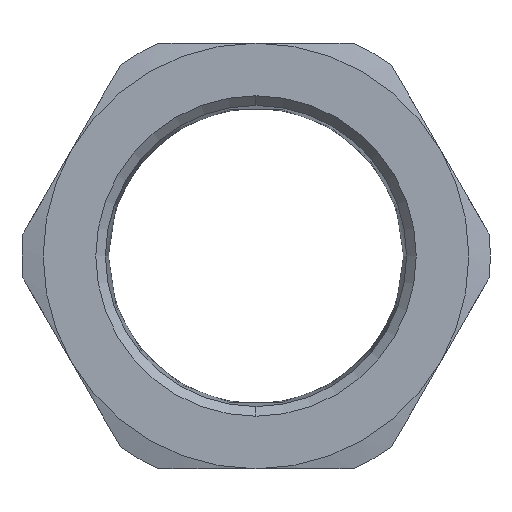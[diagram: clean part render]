
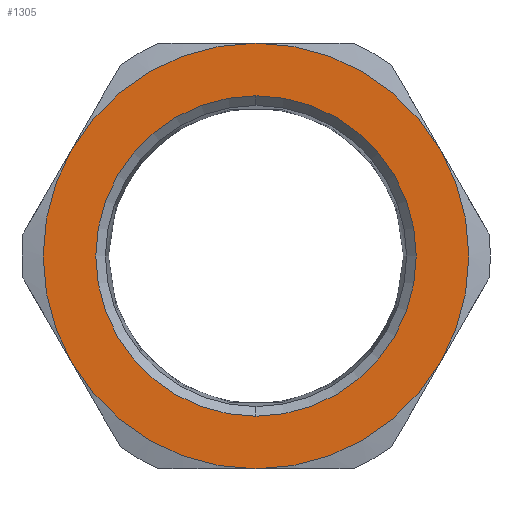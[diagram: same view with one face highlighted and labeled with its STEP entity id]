
A CAD part, left-side view. The second image highlights one B-rep face of the part: STEP entity #1305.
In plain terms, the highlighted planar face has unit normal (-1, 0, 0).
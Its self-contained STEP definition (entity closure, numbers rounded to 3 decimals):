
#20 = EDGE_LOOP ( 'NONE', ( #208, #26, #1270, #1194, #448, #1132 ) ) ;
#26 = ORIENTED_EDGE ( 'NONE', *, *, #500, .F. ) ;
#28 = DIRECTION ( 'NONE',  ( 1., 0., 0. ) ) ;
#42 = DIRECTION ( 'NONE',  ( -1., 0., 0. ) ) ;
#48 = VERTEX_POINT ( 'NONE', #1286 ) ;
#118 = AXIS2_PLACEMENT_3D ( 'NONE', #1178, #583, #1275 ) ;
#126 = VERTEX_POINT ( 'NONE', #911 ) ;
#127 = CARTESIAN_POINT ( 'NONE',  ( 0., 0., -40. ) ) ;
#151 = EDGE_CURVE ( 'NONE', #1244, #330, #1139, .T. ) ;
#171 = ORIENTED_EDGE ( 'NONE', *, *, #151, .T. ) ;
#208 = ORIENTED_EDGE ( 'NONE', *, *, #550, .F. ) ;
#237 = VERTEX_POINT ( 'NONE', #1184 ) ;
#256 = AXIS2_PLACEMENT_3D ( 'NONE', #373, #1078, #475 ) ;
#261 = CARTESIAN_POINT ( 'NONE',  ( 0., 0., 0. ) ) ;
#330 = VERTEX_POINT ( 'NONE', #513 ) ;
#352 = DIRECTION ( 'NONE',  ( 1., 0., 0. ) ) ;
#370 = DIRECTION ( 'NONE',  ( 0., 0., -1. ) ) ;
#373 = CARTESIAN_POINT ( 'NONE',  ( 0., 0., 0. ) ) ;
#385 = CIRCLE ( 'NONE', #1304, 40. ) ;
#431 = AXIS2_PLACEMENT_3D ( 'NONE', #670, #28, #772 ) ;
#448 = ORIENTED_EDGE ( 'NONE', *, *, #535, .T. ) ;
#460 = DIRECTION ( 'NONE',  ( 1., 0., 0. ) ) ;
#468 = DIRECTION ( 'NONE',  ( 1., 0., 0. ) ) ;
#471 = AXIS2_PLACEMENT_3D ( 'NONE', #261, #982, #370 ) ;
#475 = DIRECTION ( 'NONE',  ( 0., 0., -1. ) ) ;
#486 = EDGE_CURVE ( 'NONE', #330, #1244, #813, .T. ) ;
#500 = EDGE_CURVE ( 'NONE', #1005, #1151, #1306, .T. ) ;
#513 = CARTESIAN_POINT ( 'NONE',  ( 0., 0., -30.11 ) ) ;
#515 = DIRECTION ( 'NONE',  ( 1., 0., 0. ) ) ;
#528 = EDGE_CURVE ( 'NONE', #126, #48, #1237, .T. ) ;
#535 = EDGE_CURVE ( 'NONE', #126, #946, #385, .T. ) ;
#547 = EDGE_CURVE ( 'NONE', #237, #946, #1160, .T. ) ;
#550 = EDGE_CURVE ( 'NONE', #1151, #237, #933, .T. ) ;
#562 = EDGE_CURVE ( 'NONE', #48, #1005, #899, .T. ) ;
#583 = DIRECTION ( 'NONE',  ( 1., 0., 0. ) ) ;
#639 = AXIS2_PLACEMENT_3D ( 'NONE', #771, #352, #1062 ) ;
#649 = CARTESIAN_POINT ( 'NONE',  ( 0., 34.641, 20. ) ) ;
#666 = CARTESIAN_POINT ( 'NONE',  ( 0., 0., 30.11 ) ) ;
#670 = CARTESIAN_POINT ( 'NONE',  ( 0., 0., 0. ) ) ;
#685 = CARTESIAN_POINT ( 'NONE',  ( 0., 0., 0. ) ) ;
#771 = CARTESIAN_POINT ( 'NONE',  ( 0., 0., 0. ) ) ;
#772 = DIRECTION ( 'NONE',  ( 0., 0., -1. ) ) ;
#785 = DIRECTION ( 'NONE',  ( 0., 0., 1. ) ) ;
#813 = CIRCLE ( 'NONE', #431, 30.11 ) ;
#844 = AXIS2_PLACEMENT_3D ( 'NONE', #1072, #468, #1175 ) ;
#845 = CARTESIAN_POINT ( 'NONE',  ( 0., -34.641, -20. ) ) ;
#856 = FACE_BOUND ( 'NONE', #917, .T. ) ;
#899 = CIRCLE ( 'NONE', #256, 40. ) ;
#910 = AXIS2_PLACEMENT_3D ( 'NONE', #1063, #460, #1166 ) ;
#911 = CARTESIAN_POINT ( 'NONE',  ( 0., 0., 40. ) ) ;
#917 = EDGE_LOOP ( 'NONE', ( #171, #1115 ) ) ;
#933 = CIRCLE ( 'NONE', #118, 40. ) ;
#946 = VERTEX_POINT ( 'NONE', #649 ) ;
#968 = PLANE ( 'NONE',  #639 ) ;
#982 = DIRECTION ( 'NONE',  ( 1., 0., 0. ) ) ;
#1005 = VERTEX_POINT ( 'NONE', #845 ) ;
#1062 = DIRECTION ( 'NONE',  ( 0., 0., -1. ) ) ;
#1063 = CARTESIAN_POINT ( 'NONE',  ( 0., 0., 0. ) ) ;
#1067 = AXIS2_PLACEMENT_3D ( 'NONE', #1117, #515, #1221 ) ;
#1072 = CARTESIAN_POINT ( 'NONE',  ( 0., 0., 0. ) ) ;
#1078 = DIRECTION ( 'NONE',  ( 1., 0., 0. ) ) ;
#1115 = ORIENTED_EDGE ( 'NONE', *, *, #486, .T. ) ;
#1117 = CARTESIAN_POINT ( 'NONE',  ( 0., 0., 0. ) ) ;
#1132 = ORIENTED_EDGE ( 'NONE', *, *, #547, .F. ) ;
#1139 = CIRCLE ( 'NONE', #1067, 30.11 ) ;
#1151 = VERTEX_POINT ( 'NONE', #127 ) ;
#1160 = CIRCLE ( 'NONE', #471, 40. ) ;
#1166 = DIRECTION ( 'NONE',  ( 0., 0., -1. ) ) ;
#1175 = DIRECTION ( 'NONE',  ( 0., 0., -1. ) ) ;
#1178 = CARTESIAN_POINT ( 'NONE',  ( 0., 0., 0. ) ) ;
#1184 = CARTESIAN_POINT ( 'NONE',  ( 0., 34.641, -20. ) ) ;
#1194 = ORIENTED_EDGE ( 'NONE', *, *, #528, .F. ) ;
#1221 = DIRECTION ( 'NONE',  ( 0., 0., -1. ) ) ;
#1237 = CIRCLE ( 'NONE', #844, 40. ) ;
#1244 = VERTEX_POINT ( 'NONE', #666 ) ;
#1270 = ORIENTED_EDGE ( 'NONE', *, *, #562, .F. ) ;
#1275 = DIRECTION ( 'NONE',  ( 0., 0., -1. ) ) ;
#1283 = FACE_OUTER_BOUND ( 'NONE', #20, .T. ) ;
#1286 = CARTESIAN_POINT ( 'NONE',  ( 0., -34.641, 20. ) ) ;
#1304 = AXIS2_PLACEMENT_3D ( 'NONE', #685, #42, #785 ) ;
#1305 = ADVANCED_FACE ( 'NONE', ( #856, #1283 ), #968, .F. ) ;
#1306 = CIRCLE ( 'NONE', #910, 40. ) ;
